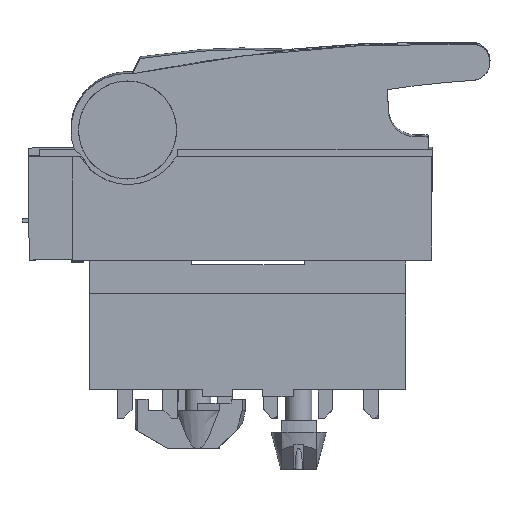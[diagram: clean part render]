
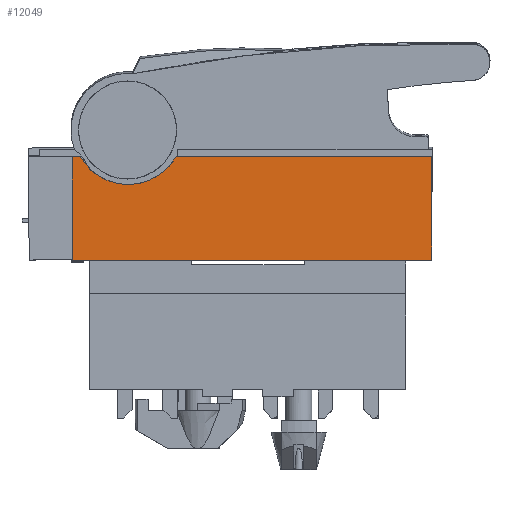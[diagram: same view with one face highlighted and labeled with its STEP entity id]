
A CAD part, top view. The second image highlights one B-rep face of the part: STEP entity #12049.
In plain terms, the highlighted planar face has unit normal (0, -0.009, 1).
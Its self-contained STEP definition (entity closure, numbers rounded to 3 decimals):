
#11289=DIRECTION('',(1.,0.,0.));
#11290=VECTOR('',#11289,101.875);
#11291=CARTESIAN_POINT('',(-23.614,29.205,
52.658));
#11292=LINE('',#11291,#11290);
#11296=DIRECTION('',(0.,1.,0.004));
#11297=VECTOR('',#11296,0.15);
#11298=CARTESIAN_POINT('',(-64.946,-11.918,
52.299));
#11299=LINE('',#11298,#11297);
#11303=DIRECTION('',(1.,0.,0.));
#11304=VECTOR('',#11303,3.19);
#11305=CARTESIAN_POINT('',(-64.946,29.205,
52.657));
#11306=LINE('',#11305,#11304);
#11338=CARTESIAN_POINT('',(-23.614,29.205,
52.658));
#11339=CARTESIAN_POINT('',(-24.322,27.981,
52.647));
#11340=CARTESIAN_POINT('',(-25.941,25.717,
52.627));
#11341=CARTESIAN_POINT('',(-28.995,22.805,
52.602));
#11342=CARTESIAN_POINT('',(-32.536,20.532,
52.582));
#11343=CARTESIAN_POINT('',(-36.446,18.968,
52.568));
#11344=CARTESIAN_POINT('',(-40.58,18.172,
52.561));
#11345=CARTESIAN_POINT('',(-44.79,18.172,
52.561));
#11346=CARTESIAN_POINT('',(-48.924,18.968,
52.568));
#11347=CARTESIAN_POINT('',(-52.834,20.532,
52.582));
#11348=CARTESIAN_POINT('',(-56.375,22.804,
52.602));
#11349=CARTESIAN_POINT('',(-59.429,25.717,
52.627));
#11350=CARTESIAN_POINT('',(-61.048,27.981,
52.647));
#11351=CARTESIAN_POINT('',(-61.756,29.205,
52.657));
#11742=DIRECTION('',(0.,-1.,
-0.009));
#11743=VECTOR('',#11742,40.975);
#11744=CARTESIAN_POINT('',(-64.946,29.205,
52.657));
#11745=LINE('',#11744,#11743);
#11784=DIRECTION('',(1.,0.,0.));
#11785=VECTOR('',#11784,143.207);
#11786=CARTESIAN_POINT('',(-64.946,-11.918,
52.299));
#11787=LINE('',#11786,#11785);
#11819=DIRECTION('',(0.,1.,0.009));
#11820=VECTOR('',#11819,41.125);
#11821=CARTESIAN_POINT('',(78.261,-11.918,
52.299));
#11822=LINE('',#11821,#11820);
#11924=CARTESIAN_POINT('',(-64.946,-11.918,
52.299));
#11925=CARTESIAN_POINT('',(-64.946,-11.769,
52.299));
#11926=VERTEX_POINT('',#11924);
#11927=VERTEX_POINT('',#11925);
#11974=VERTEX_POINT('',#11338);
#11975=VERTEX_POINT('',#11351);
#11976=CARTESIAN_POINT('',(78.261,29.205,52.658));
#11977=VERTEX_POINT('',#11976);
#11978=CARTESIAN_POINT('',(78.261,-11.918,
52.299));
#11979=VERTEX_POINT('',#11978);
#11980=CARTESIAN_POINT('',(-64.946,29.205,
52.657));
#11981=VERTEX_POINT('',#11980);
#12028=CARTESIAN_POINT('',(0.,-0.457,52.399));
#12029=DIRECTION('',(0.,-0.009,1.));
#12030=DIRECTION('',(1.,0.,0.));
#12031=AXIS2_PLACEMENT_3D('',#12028,#12029,#12030);
#12032=PLANE('',#12031);
#12034=ORIENTED_EDGE('',*,*,#12033,.F.);
#12036=ORIENTED_EDGE('',*,*,#12035,.T.);
#12038=ORIENTED_EDGE('',*,*,#12037,.F.);
#12040=ORIENTED_EDGE('',*,*,#12039,.F.);
#12042=ORIENTED_EDGE('',*,*,#12041,.T.);
#12044=ORIENTED_EDGE('',*,*,#12043,.F.);
#12046=ORIENTED_EDGE('',*,*,#12045,.T.);
#12047=EDGE_LOOP('',(#12034,#12036,#12038,#12040,#12042,#12044,#12046));
#12048=FACE_OUTER_BOUND('',#12047,.F.);
#11352=B_SPLINE_CURVE_WITH_KNOTS('',3,(#11338,#11339,#11340,#11341,#11342,
#11343,#11344,#11345,#11346,#11347,#11348,#11349,#11350,#11351),.UNSPECIFIED.,
.F.,.F.,(4,1,1,1,1,1,1,1,1,1,1,4),(0.,0.091,0.182,
0.273,0.364,0.455,0.545,
0.636,0.727,0.818,0.909,1.),
.UNSPECIFIED.);
#12033=EDGE_CURVE('',#11974,#11975,#11352,.T.);
#12035=EDGE_CURVE('',#11974,#11977,#11292,.T.);
#12037=EDGE_CURVE('',#11979,#11977,#11822,.T.);
#12039=EDGE_CURVE('',#11926,#11979,#11787,.T.);
#12041=EDGE_CURVE('',#11926,#11927,#11299,.T.);
#12043=EDGE_CURVE('',#11981,#11927,#11745,.T.);
#12045=EDGE_CURVE('',#11981,#11975,#11306,.T.);
#12049=ADVANCED_FACE('',(#12048),#12032,.T.);
